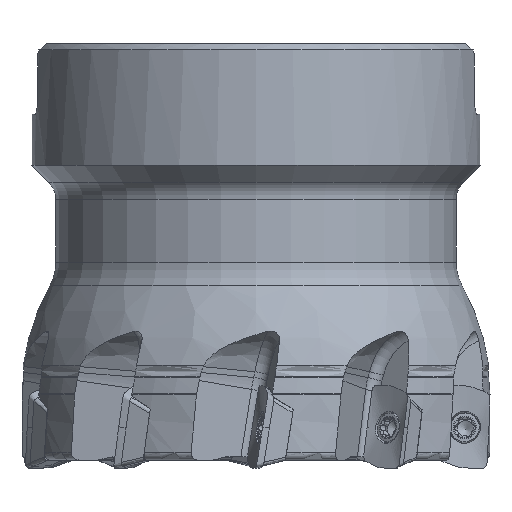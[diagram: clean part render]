
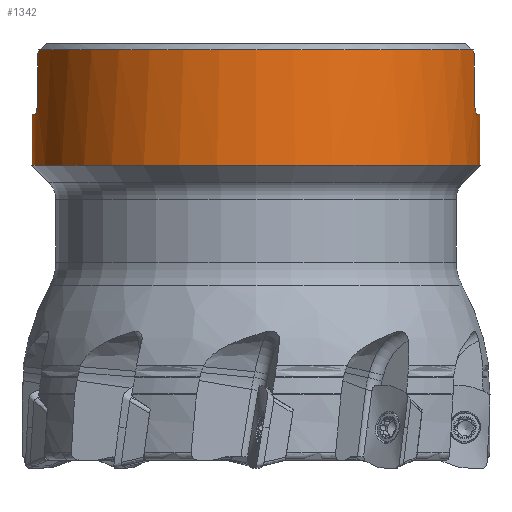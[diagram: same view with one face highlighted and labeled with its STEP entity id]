
A CAD part, left-side view. The second image highlights one B-rep face of the part: STEP entity #1342.
In plain terms, the highlighted cylindrical face has radius 18.5 mm (diameter 37 mm), a full revolution.
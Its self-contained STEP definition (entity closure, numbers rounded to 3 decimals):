
#547=CYLINDRICAL_SURFACE('',#13549,18.5);
#1342=ADVANCED_FACE('CN_SU1',(#2717,#2718),#547,.T.);
#2415=CIRCLE('',#13536,18.5);
#2416=CIRCLE('',#13537,18.5);
#2417=CIRCLE('',#13540,18.5);
#2418=CIRCLE('',#13543,18.5);
#2419=CIRCLE('',#13546,18.5);
#2717=FACE_BOUND('',#3051,.T.);
#2718=FACE_BOUND('',#3052,.T.);
#3051=EDGE_LOOP('',(#6410));
#3052=EDGE_LOOP('',(#6411,#6412,#6413,#6414,#6415,#6416,#6417,#6418,#6419,
#6420,#6421,#6422,#6423,#6424,#6425,#6426));
#4454=LINE('',#20424,#5078);
#4455=LINE('',#20432,#5079);
#4456=LINE('',#20440,#5080);
#4457=LINE('',#20448,#5081);
#5078=VECTOR('',#15419,1.);
#5079=VECTOR('',#15426,1.);
#5080=VECTOR('',#15433,1.);
#5081=VECTOR('',#15440,1.);
#6410=ORIENTED_EDGE('',*,*,#11266,.F.);
#6411=ORIENTED_EDGE('',*,*,#11267,.T.);
#6412=ORIENTED_EDGE('',*,*,#11268,.T.);
#6413=ORIENTED_EDGE('',*,*,#11269,.F.);
#6414=ORIENTED_EDGE('',*,*,#11270,.F.);
#6415=ORIENTED_EDGE('',*,*,#11271,.T.);
#6416=ORIENTED_EDGE('',*,*,#11272,.F.);
#6417=ORIENTED_EDGE('',*,*,#11273,.F.);
#6418=ORIENTED_EDGE('',*,*,#11274,.T.);
#6419=ORIENTED_EDGE('',*,*,#11275,.T.);
#6420=ORIENTED_EDGE('',*,*,#11276,.T.);
#6421=ORIENTED_EDGE('',*,*,#11277,.F.);
#6422=ORIENTED_EDGE('',*,*,#11278,.F.);
#6423=ORIENTED_EDGE('',*,*,#11279,.T.);
#6424=ORIENTED_EDGE('',*,*,#11280,.F.);
#6425=ORIENTED_EDGE('',*,*,#11281,.F.);
#6426=ORIENTED_EDGE('',*,*,#11282,.T.);
#9890=VERTEX_POINT('',#20418);
#9891=VERTEX_POINT('',#20420);
#9892=VERTEX_POINT('',#20421);
#9893=VERTEX_POINT('',#20423);
#9894=VERTEX_POINT('',#20425);
#9895=VERTEX_POINT('',#20427);
#9896=VERTEX_POINT('',#20429);
#9897=VERTEX_POINT('',#20431);
#9898=VERTEX_POINT('',#20433);
#9899=VERTEX_POINT('',#20435);
#9900=VERTEX_POINT('',#20437);
#9901=VERTEX_POINT('',#20439);
#9902=VERTEX_POINT('',#20441);
#9903=VERTEX_POINT('',#20443);
#9904=VERTEX_POINT('',#20445);
#9905=VERTEX_POINT('',#20447);
#9906=VERTEX_POINT('',#20449);
#11266=EDGE_CURVE('',#9890,#9890,#2415,.T.);
#11267=EDGE_CURVE('',#9891,#9892,#2416,.T.);
#11268=EDGE_CURVE('',#9892,#9893,#12744,.T.);
#11269=EDGE_CURVE('',#9894,#9893,#4454,.T.);
#11270=EDGE_CURVE('',#9895,#9894,#12745,.T.);
#11271=EDGE_CURVE('',#9895,#9896,#2417,.T.);
#11272=EDGE_CURVE('',#9897,#9896,#12746,.T.);
#11273=EDGE_CURVE('',#9898,#9897,#4455,.T.);
#11274=EDGE_CURVE('',#9898,#9899,#12747,.T.);
#11275=EDGE_CURVE('',#9899,#9900,#2418,.T.);
#11276=EDGE_CURVE('',#9900,#9901,#12748,.T.);
#11277=EDGE_CURVE('',#9902,#9901,#4456,.T.);
#11278=EDGE_CURVE('',#9903,#9902,#12749,.T.);
#11279=EDGE_CURVE('',#9903,#9904,#2419,.T.);
#11280=EDGE_CURVE('',#9905,#9904,#12750,.T.);
#11281=EDGE_CURVE('',#9906,#9905,#4457,.T.);
#11282=EDGE_CURVE('',#9906,#9891,#12751,.T.);
#12744=ELLIPSE('',#13538,26.163,18.5);
#12745=ELLIPSE('',#13539,26.163,18.5);
#12746=ELLIPSE('',#13541,26.163,18.5);
#12747=ELLIPSE('',#13542,26.163,18.5);
#12748=ELLIPSE('',#13544,26.163,18.5);
#12749=ELLIPSE('',#13545,26.163,18.5);
#12750=ELLIPSE('',#13547,26.163,18.5);
#12751=ELLIPSE('',#13548,26.163,18.5);
#13536=AXIS2_PLACEMENT_3D('',#20417,#15413,#15414);
#13537=AXIS2_PLACEMENT_3D('',#20419,#15415,#15416);
#13538=AXIS2_PLACEMENT_3D('',#20422,#15417,#15418);
#13539=AXIS2_PLACEMENT_3D('',#20426,#15420,#15421);
#13540=AXIS2_PLACEMENT_3D('',#20428,#15422,#15423);
#13541=AXIS2_PLACEMENT_3D('',#20430,#15424,#15425);
#13542=AXIS2_PLACEMENT_3D('',#20434,#15427,#15428);
#13543=AXIS2_PLACEMENT_3D('',#20436,#15429,#15430);
#13544=AXIS2_PLACEMENT_3D('',#20438,#15431,#15432);
#13545=AXIS2_PLACEMENT_3D('',#20442,#15434,#15435);
#13546=AXIS2_PLACEMENT_3D('',#20444,#15436,#15437);
#13547=AXIS2_PLACEMENT_3D('',#20446,#15438,#15439);
#13548=AXIS2_PLACEMENT_3D('',#20450,#15441,#15442);
#13549=AXIS2_PLACEMENT_3D('',#20451,#15443,#15444);
#15413=DIRECTION('',(0.,0.,-1.));
#15414=DIRECTION('',(-1.,0.,0.));
#15415=DIRECTION('',(0.,0.,-1.));
#15416=DIRECTION('',(-1.,0.,0.));
#15417=DIRECTION('',(-0.707,0.,-0.707));
#15418=DIRECTION('',(0.707,0.,-0.707));
#15419=DIRECTION('',(0.,0.,1.));
#15420=DIRECTION('',(0.707,0.,0.707));
#15421=DIRECTION('',(0.707,0.,-0.707));
#15422=DIRECTION('',(0.,0.,-1.));
#15423=DIRECTION('',(1.,0.,0.));
#15424=DIRECTION('',(-0.707,0.,0.707));
#15425=DIRECTION('',(-0.707,0.,-0.707));
#15426=DIRECTION('',(0.,0.,-1.));
#15427=DIRECTION('',(0.707,0.,-0.707));
#15428=DIRECTION('',(-0.707,0.,-0.707));
#15429=DIRECTION('',(0.,0.,-1.));
#15430=DIRECTION('',(-1.,0.,0.));
#15431=DIRECTION('',(0.707,0.,-0.707));
#15432=DIRECTION('',(-0.707,0.,-0.707));
#15433=DIRECTION('',(0.,0.,1.));
#15434=DIRECTION('',(-0.707,0.,0.707));
#15435=DIRECTION('',(-0.707,0.,-0.707));
#15436=DIRECTION('',(0.,0.,-1.));
#15437=DIRECTION('',(1.,0.,0.));
#15438=DIRECTION('',(0.707,0.,0.707));
#15439=DIRECTION('',(0.707,0.,-0.707));
#15440=DIRECTION('',(0.,0.,-1.));
#15441=DIRECTION('',(-0.707,0.,-0.707));
#15442=DIRECTION('',(0.707,0.,-0.707));
#15443=DIRECTION('',(0.,0.,-1.));
#15444=DIRECTION('',(-1.,0.,0.));
#20417=CARTESIAN_POINT('',(0.,0.,-10.));
#20418=CARTESIAN_POINT('',(-18.5,0.,-10.));
#20419=CARTESIAN_POINT('',(0.,0.,-0.5));
#20420=CARTESIAN_POINT('',(-4.623,-17.913,-0.5));
#20421=CARTESIAN_POINT('',(-4.623,17.913,-0.5));
#20422=CARTESIAN_POINT('',(0.,0.,-5.123));
#20423=CARTESIAN_POINT('',(-4.223,18.012,-0.9));
#20424=CARTESIAN_POINT('',(-4.223,18.012,137.381));
#20425=CARTESIAN_POINT('',(-4.223,18.012,-5.));
#20426=CARTESIAN_POINT('',(0.,0.,-9.223));
#20427=CARTESIAN_POINT('',(-3.423,18.181,-5.8));
#20428=CARTESIAN_POINT('',(0.,0.,-5.8));
#20429=CARTESIAN_POINT('',(3.423,18.181,-5.8));
#20430=CARTESIAN_POINT('',(0.,0.,-9.223));
#20431=CARTESIAN_POINT('',(4.223,18.012,-5.));
#20432=CARTESIAN_POINT('',(4.223,18.012,137.381));
#20433=CARTESIAN_POINT('',(4.223,18.012,-0.9));
#20434=CARTESIAN_POINT('',(0.,0.,-5.123));
#20435=CARTESIAN_POINT('',(4.623,17.913,-0.5));
#20436=CARTESIAN_POINT('',(0.,0.,-0.5));
#20437=CARTESIAN_POINT('',(4.623,-17.913,-0.5));
#20438=CARTESIAN_POINT('',(0.,0.,-5.123));
#20439=CARTESIAN_POINT('',(4.223,-18.012,-0.9));
#20440=CARTESIAN_POINT('',(4.223,-18.012,137.381));
#20441=CARTESIAN_POINT('',(4.223,-18.012,-5.));
#20442=CARTESIAN_POINT('',(0.,0.,-9.223));
#20443=CARTESIAN_POINT('',(3.423,-18.181,-5.8));
#20444=CARTESIAN_POINT('',(0.,0.,-5.8));
#20445=CARTESIAN_POINT('',(-3.423,-18.181,-5.8));
#20446=CARTESIAN_POINT('',(0.,0.,-9.223));
#20447=CARTESIAN_POINT('',(-4.223,-18.012,-5.));
#20448=CARTESIAN_POINT('',(-4.223,-18.012,137.381));
#20449=CARTESIAN_POINT('',(-4.223,-18.012,-0.9));
#20450=CARTESIAN_POINT('',(0.,0.,-5.123));
#20451=CARTESIAN_POINT('',(0.,0.,137.381));
